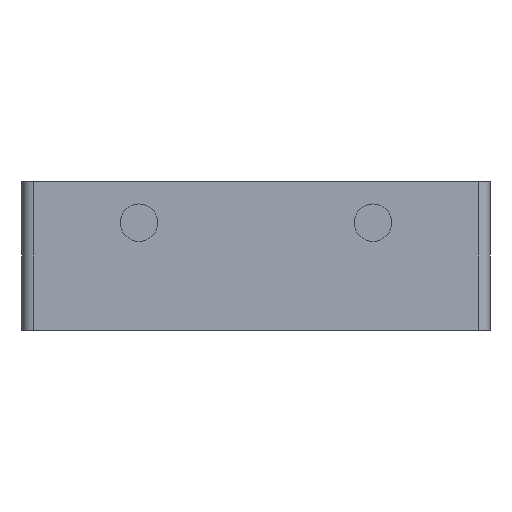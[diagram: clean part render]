
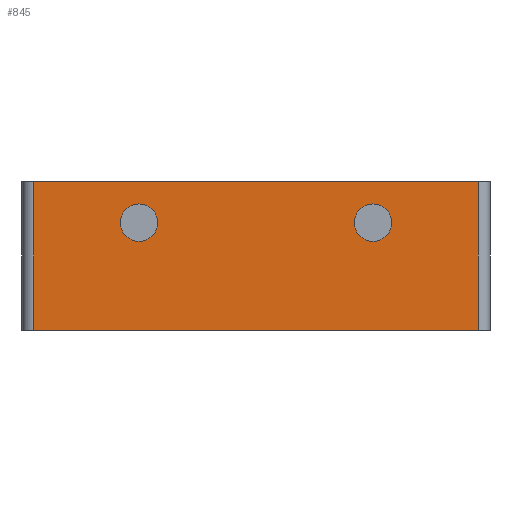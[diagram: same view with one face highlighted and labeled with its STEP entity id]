
A CAD part, front view. The second image highlights one B-rep face of the part: STEP entity #845.
In plain terms, the highlighted planar face has unit normal (0, -1, 0).
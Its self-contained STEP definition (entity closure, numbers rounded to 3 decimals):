
#15=FACE_BOUND('',#109,.T.);
#16=FACE_BOUND('',#110,.T.);
#37=PLANE('',#922);
#65=FACE_OUTER_BOUND('',#108,.T.);
#108=EDGE_LOOP('',(#604,#605,#606,#607));
#109=EDGE_LOOP('',(#608));
#110=EDGE_LOOP('',(#609));
#173=LINE('',#1309,#246);
#174=LINE('',#1312,#247);
#175=LINE('',#1314,#248);
#176=LINE('',#1315,#249);
#246=VECTOR('',#1057,10.);
#247=VECTOR('',#1060,10.);
#248=VECTOR('',#1061,10.);
#249=VECTOR('',#1062,10.);
#315=CIRCLE('',#902,1.6);
#317=CIRCLE('',#905,1.6);
#365=VERTEX_POINT('',#1266);
#367=VERTEX_POINT('',#1272);
#377=VERTEX_POINT('',#1302);
#380=VERTEX_POINT('',#1307);
#381=VERTEX_POINT('',#1311);
#382=VERTEX_POINT('',#1313);
#450=EDGE_CURVE('',#365,#365,#315,.T.);
#453=EDGE_CURVE('',#367,#367,#317,.T.);
#471=EDGE_CURVE('',#380,#377,#173,.T.);
#472=EDGE_CURVE('',#380,#381,#174,.T.);
#473=EDGE_CURVE('',#382,#381,#175,.T.);
#474=EDGE_CURVE('',#377,#382,#176,.T.);
#604=ORIENTED_EDGE('',*,*,#471,.F.);
#605=ORIENTED_EDGE('',*,*,#472,.T.);
#606=ORIENTED_EDGE('',*,*,#473,.F.);
#607=ORIENTED_EDGE('',*,*,#474,.F.);
#608=ORIENTED_EDGE('',*,*,#450,.T.);
#609=ORIENTED_EDGE('',*,*,#453,.T.);
#845=ADVANCED_FACE('',(#65,#15,#16),#37,.T.);
#902=AXIS2_PLACEMENT_3D('',#1267,#1010,#1011);
#905=AXIS2_PLACEMENT_3D('',#1273,#1017,#1018);
#922=AXIS2_PLACEMENT_3D('',#1310,#1058,#1059);
#1010=DIRECTION('center_axis',(0.,1.,0.));
#1011=DIRECTION('ref_axis',(0.,0.,-1.));
#1017=DIRECTION('center_axis',(0.,1.,0.));
#1018=DIRECTION('ref_axis',(0.,0.,-1.));
#1057=DIRECTION('',(0.,0.,-1.));
#1058=DIRECTION('center_axis',(0.,-1.,0.));
#1059=DIRECTION('ref_axis',(-1.,0.,0.));
#1060=DIRECTION('',(-1.,0.,0.));
#1061=DIRECTION('',(0.,0.,1.));
#1062=DIRECTION('',(-1.,0.,0.));
#1266=CARTESIAN_POINT('',(10.,0.,-1.9));
#1267=CARTESIAN_POINT('Origin',(10.,0.,-3.5));
#1272=CARTESIAN_POINT('',(-10.,0.,-1.9));
#1273=CARTESIAN_POINT('Origin',(-10.,0.,-3.5));
#1302=CARTESIAN_POINT('',(19.,0.,-12.7));
#1307=CARTESIAN_POINT('',(19.,0.,0.));
#1309=CARTESIAN_POINT('',(19.,0.,0.));
#1310=CARTESIAN_POINT('Origin',(20.,0.,0.));
#1311=CARTESIAN_POINT('',(-19.,0.,0.));
#1312=CARTESIAN_POINT('',(20.,0.,0.));
#1313=CARTESIAN_POINT('',(-19.,0.,-12.7));
#1314=CARTESIAN_POINT('',(-19.,0.,0.));
#1315=CARTESIAN_POINT('',(20.,0.,-12.7));
